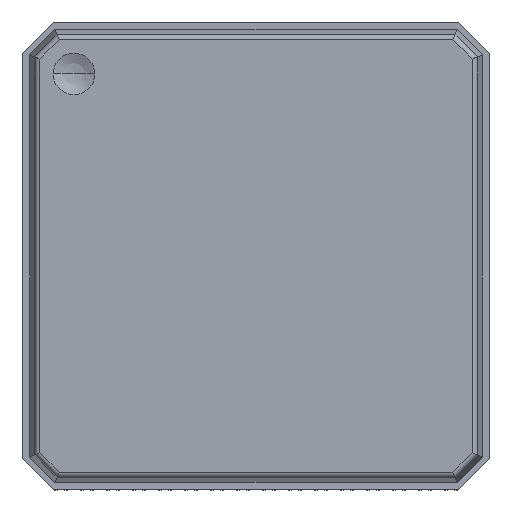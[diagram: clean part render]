
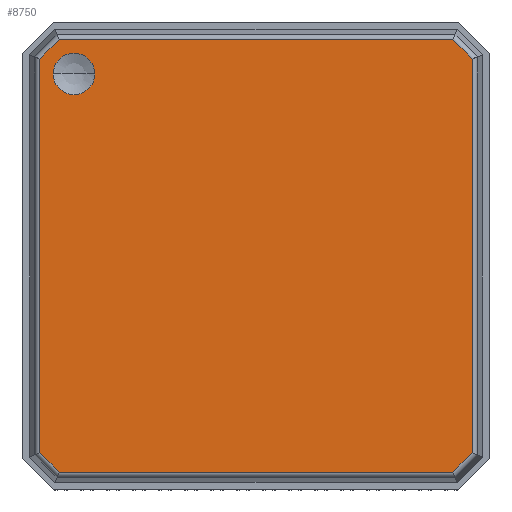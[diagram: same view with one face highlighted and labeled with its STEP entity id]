
A CAD part, top view. The second image highlights one B-rep face of the part: STEP entity #8750.
In plain terms, the highlighted face is planar.
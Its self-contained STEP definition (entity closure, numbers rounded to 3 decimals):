
#3672=DIRECTION('',(-0.707,0.,0.707));
#3673=VECTOR('',#3672,0.524);
#3674=CARTESIAN_POINT('',(-3.786,0.825,-4.157));
#3675=LINE('',#3674,#3673);
#3686=CARTESIAN_POINT('',(-3.5,0.825,-3.5));
#3687=DIRECTION('',(0.,-1.,0.));
#3688=DIRECTION('',(-1.,0.,0.));
#3689=AXIS2_PLACEMENT_3D('',#3686,#3687,#3688);
#3694=CARTESIAN_POINT('',(-3.5,0.825,-3.5));
#3695=DIRECTION('',(0.,-1.,0.));
#3696=DIRECTION('',(1.,0.,0.));
#3697=AXIS2_PLACEMENT_3D('',#3694,#3695,#3696);
#3718=DIRECTION('',(-1.,0.,0.));
#3719=VECTOR('',#3718,7.573);
#3720=CARTESIAN_POINT('',(3.786,0.825,-4.157));
#3721=LINE('',#3720,#3719);
#3768=DIRECTION('',(-0.707,0.,-0.707));
#3769=VECTOR('',#3768,0.524);
#3770=CARTESIAN_POINT('',(4.157,0.825,-3.786));
#3771=LINE('',#3770,#3769);
#3793=DIRECTION('',(0.,0.,-1.));
#3794=VECTOR('',#3793,7.573);
#3795=CARTESIAN_POINT('',(4.157,0.825,3.786));
#3796=LINE('',#3795,#3794);
#3832=DIRECTION('',(0.707,0.,-0.707));
#3833=VECTOR('',#3832,0.524);
#3834=CARTESIAN_POINT('',(3.786,0.825,4.157));
#3835=LINE('',#3834,#3833);
#3857=DIRECTION('',(1.,0.,0.));
#3858=VECTOR('',#3857,7.573);
#3859=CARTESIAN_POINT('',(-3.786,0.825,4.157));
#3860=LINE('',#3859,#3858);
#3896=DIRECTION('',(0.707,0.,0.707));
#3897=VECTOR('',#3896,0.524);
#3898=CARTESIAN_POINT('',(-4.157,0.825,3.786));
#3899=LINE('',#3898,#3897);
#3921=DIRECTION('',(0.,0.,1.));
#3922=VECTOR('',#3921,7.573);
#3923=CARTESIAN_POINT('',(-4.157,0.825,-3.786));
#3924=LINE('',#3923,#3922);
#6269=CARTESIAN_POINT('',(3.786,0.825,-4.157));
#6270=CARTESIAN_POINT('',(-3.786,0.825,-4.157));
#6271=VERTEX_POINT('',#6269);
#6272=VERTEX_POINT('',#6270);
#6277=CARTESIAN_POINT('',(-4.157,0.825,-3.786));
#6278=VERTEX_POINT('',#6277);
#6281=CARTESIAN_POINT('',(-4.157,0.825,3.786));
#6282=VERTEX_POINT('',#6281);
#6285=CARTESIAN_POINT('',(-3.786,0.825,4.157));
#6286=VERTEX_POINT('',#6285);
#6289=CARTESIAN_POINT('',(3.786,0.825,4.157));
#6290=VERTEX_POINT('',#6289);
#6293=CARTESIAN_POINT('',(4.157,0.825,3.786));
#6294=VERTEX_POINT('',#6293);
#6297=CARTESIAN_POINT('',(4.157,0.825,-3.786));
#6298=VERTEX_POINT('',#6297);
#6301=CARTESIAN_POINT('',(-3.9,0.825,-3.5));
#6302=CARTESIAN_POINT('',(-3.1,0.825,-3.5));
#6303=VERTEX_POINT('',#6301);
#6304=VERTEX_POINT('',#6302);
#8722=CARTESIAN_POINT('',(0.,0.825,0.));
#8723=DIRECTION('',(0.,1.,0.));
#8724=DIRECTION('',(1.,0.,0.));
#8725=AXIS2_PLACEMENT_3D('',#8722,#8723,#8724);
#8726=PLANE('',#8725);
#8728=ORIENTED_EDGE('',*,*,#8727,.F.);
#8730=ORIENTED_EDGE('',*,*,#8729,.F.);
#8732=ORIENTED_EDGE('',*,*,#8731,.F.);
#8734=ORIENTED_EDGE('',*,*,#8733,.F.);
#8736=ORIENTED_EDGE('',*,*,#8735,.F.);
#8738=ORIENTED_EDGE('',*,*,#8737,.F.);
#8740=ORIENTED_EDGE('',*,*,#8739,.F.);
#8741=ORIENTED_EDGE('',*,*,#8712,.F.);
#8742=EDGE_LOOP('',(#8728,#8730,#8732,#8734,#8736,#8738,#8740,#8741));
#8743=FACE_OUTER_BOUND('',#8742,.F.);
#8745=ORIENTED_EDGE('',*,*,#8744,.F.);
#8747=ORIENTED_EDGE('',*,*,#8746,.F.);
#8748=EDGE_LOOP('',(#8745,#8747));
#8749=FACE_BOUND('',#8748,.F.);
#3690=CIRCLE('',#3689,0.4);
#3698=CIRCLE('',#3697,0.4);
#8712=EDGE_CURVE('',#6272,#6278,#3675,.T.);
#8727=EDGE_CURVE('',#6271,#6272,#3721,.T.);
#8729=EDGE_CURVE('',#6298,#6271,#3771,.T.);
#8731=EDGE_CURVE('',#6294,#6298,#3796,.T.);
#8733=EDGE_CURVE('',#6290,#6294,#3835,.T.);
#8735=EDGE_CURVE('',#6286,#6290,#3860,.T.);
#8737=EDGE_CURVE('',#6282,#6286,#3899,.T.);
#8739=EDGE_CURVE('',#6278,#6282,#3924,.T.);
#8744=EDGE_CURVE('',#6303,#6304,#3690,.T.);
#8746=EDGE_CURVE('',#6304,#6303,#3698,.T.);
#8750=ADVANCED_FACE('',(#8743,#8749),#8726,.T.);
